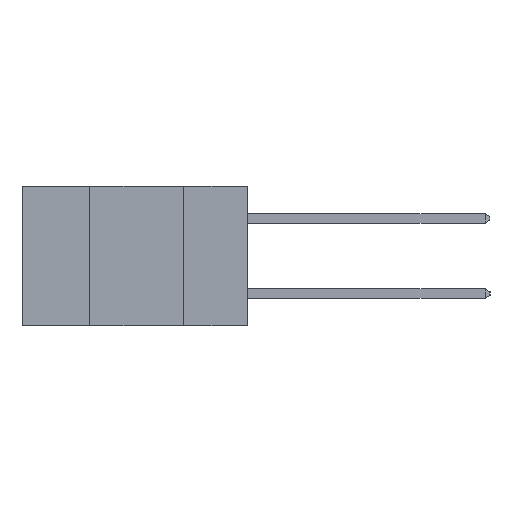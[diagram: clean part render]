
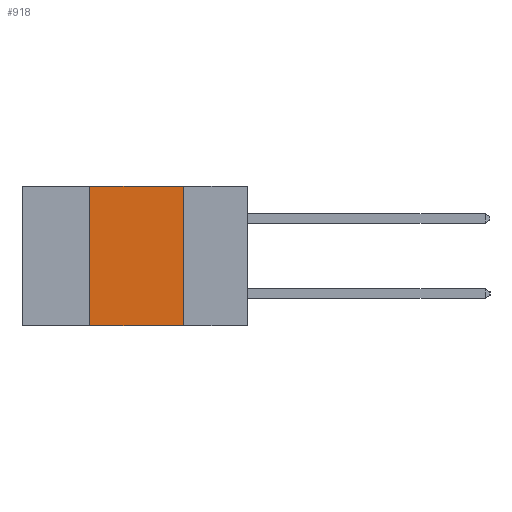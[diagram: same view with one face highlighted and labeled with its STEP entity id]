
A CAD part, left-side view. The second image highlights one B-rep face of the part: STEP entity #918.
In plain terms, the highlighted planar face has unit normal (-1, 0, 0).
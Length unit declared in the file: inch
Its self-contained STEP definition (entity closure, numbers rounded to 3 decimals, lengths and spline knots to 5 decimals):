
#120 = VERTEX_POINT ( 'NONE', #6222 ) ;
#296 = VECTOR ( 'NONE', #1984, 39.37008 ) ;
#577 = ORIENTED_EDGE ( 'NONE', *, *, #8539, .F. ) ;
#918 = ADVANCED_FACE ( 'NONE', ( #2361 ), #8339, .F. ) ;
#1520 = CARTESIAN_POINT ( 'NONE',  ( 0., 0.42, -0.37 ) ) ;
#1575 = DIRECTION ( 'NONE',  ( 0., 0., 1. ) ) ;
#1984 = DIRECTION ( 'NONE',  ( 0., -1., 0. ) ) ;
#2083 = ORIENTED_EDGE ( 'NONE', *, *, #8458, .T. ) ;
#2127 = CARTESIAN_POINT ( 'NONE',  ( 0., 0.6, 0. ) ) ;
#2361 = FACE_OUTER_BOUND ( 'NONE', #11136, .T. ) ;
#2899 = LINE ( 'NONE', #1520, #8042 ) ;
#3503 = DIRECTION ( 'NONE',  ( 0., -1., 0. ) ) ;
#3561 = CARTESIAN_POINT ( 'NONE',  ( 0., 0.6, -0.37 ) ) ;
#3794 = VECTOR ( 'NONE', #3503, 39.37008 ) ;
#4644 = CARTESIAN_POINT ( 'NONE',  ( 0., 0.42, -0.37 ) ) ;
#4923 = CARTESIAN_POINT ( 'NONE',  ( 0., 0.17, -0.37 ) ) ;
#5429 = EDGE_CURVE ( 'NONE', #10124, #120, #2899, .T. ) ;
#5535 = CARTESIAN_POINT ( 'NONE',  ( 0., 0.17, 0. ) ) ;
#6032 = ORIENTED_EDGE ( 'NONE', *, *, #6535, .F. ) ;
#6222 = CARTESIAN_POINT ( 'NONE',  ( 0., 0.42, 0. ) ) ;
#6259 = DIRECTION ( 'NONE',  ( 0., 0., -1. ) ) ;
#6535 = EDGE_CURVE ( 'NONE', #9976, #10062, #10458, .T. ) ;
#6712 = CARTESIAN_POINT ( 'NONE',  ( 0., 0.17, -0.37 ) ) ;
#7666 = VECTOR ( 'NONE', #6259, 39.37008 ) ;
#8042 = VECTOR ( 'NONE', #1575, 39.37008 ) ;
#8279 = LINE ( 'NONE', #2127, #296 ) ;
#8321 = DIRECTION ( 'NONE',  ( 0., 0., -1. ) ) ;
#8334 = DIRECTION ( 'NONE',  ( 1., 0., 0. ) ) ;
#8339 = PLANE ( 'NONE',  #13335 ) ;
#8458 = EDGE_CURVE ( 'NONE', #10124, #10062, #12063, .T. ) ;
#8539 = EDGE_CURVE ( 'NONE', #120, #9976, #8279, .T. ) ;
#9850 = CARTESIAN_POINT ( 'NONE',  ( 0., 0.6, 0. ) ) ;
#9976 = VERTEX_POINT ( 'NONE', #5535 ) ;
#10062 = VERTEX_POINT ( 'NONE', #4923 ) ;
#10124 = VERTEX_POINT ( 'NONE', #4644 ) ;
#10458 = LINE ( 'NONE', #6712, #7666 ) ;
#11136 = EDGE_LOOP ( 'NONE', ( #6032, #577, #12843, #2083 ) ) ;
#12063 = LINE ( 'NONE', #3561, #3794 ) ;
#12843 = ORIENTED_EDGE ( 'NONE', *, *, #5429, .F. ) ;
#13335 = AXIS2_PLACEMENT_3D ( 'NONE', #9850, #8334, #8321 ) ;
